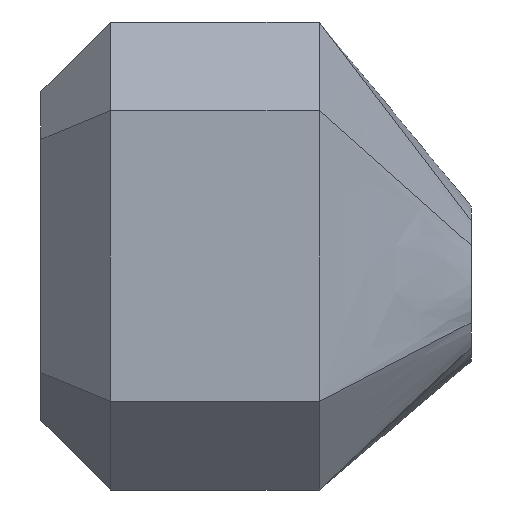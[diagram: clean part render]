
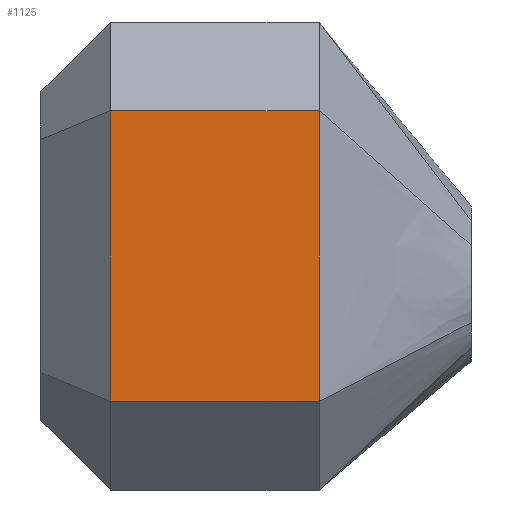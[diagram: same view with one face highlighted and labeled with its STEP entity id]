
A CAD part, front view. The second image highlights one B-rep face of the part: STEP entity #1125.
In plain terms, the highlighted planar face has unit normal (0, -1, 0).
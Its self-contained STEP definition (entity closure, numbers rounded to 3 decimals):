
#54=PLANE('',#1205);
#117=FACE_OUTER_BOUND('',#183,.T.);
#183=EDGE_LOOP('',(#1012,#1013,#1014,#1015));
#294=LINE('',#1892,#388);
#333=LINE('',#2951,#427);
#349=LINE('',#3065,#443);
#351=LINE('',#3068,#445);
#388=VECTOR('',#1290,10.);
#427=VECTOR('',#1387,10.);
#443=VECTOR('',#1417,10.);
#445=VECTOR('',#1421,10.);
#495=VERTEX_POINT('',#1885);
#497=VERTEX_POINT('',#1891);
#550=VERTEX_POINT('',#2927);
#551=VERTEX_POINT('',#2950);
#614=EDGE_CURVE('',#497,#495,#294,.T.);
#696=EDGE_CURVE('',#550,#551,#333,.T.);
#712=EDGE_CURVE('',#550,#495,#349,.T.);
#714=EDGE_CURVE('',#551,#497,#351,.T.);
#1012=ORIENTED_EDGE('',*,*,#614,.F.);
#1013=ORIENTED_EDGE('',*,*,#714,.F.);
#1014=ORIENTED_EDGE('',*,*,#696,.F.);
#1015=ORIENTED_EDGE('',*,*,#712,.T.);
#1125=ADVANCED_FACE('',(#117),#54,.T.);
#1205=AXIS2_PLACEMENT_3D('',#3067,#1419,#1420);
#1290=DIRECTION('',(0.,0.,1.));
#1387=DIRECTION('',(0.,0.,-1.));
#1417=DIRECTION('',(-1.,0.,0.));
#1419=DIRECTION('center_axis',(0.,-1.,0.));
#1420=DIRECTION('ref_axis',(0.,0.,1.));
#1421=DIRECTION('',(-1.,0.,0.));
#1885=CARTESIAN_POINT('',(-8.26,-10.,6.85));
#1891=CARTESIAN_POINT('',(-8.26,-10.,-4.65));
#1892=CARTESIAN_POINT('',(-8.26,-10.,-1.775));
#2927=CARTESIAN_POINT('',(0.,-10.,6.85));
#2950=CARTESIAN_POINT('',(0.,-10.,-4.65));
#2951=CARTESIAN_POINT('',(0.,-10.,6.85));
#3065=CARTESIAN_POINT('',(0.,-10.,6.85));
#3067=CARTESIAN_POINT('Origin',(0.,-10.,-4.65));
#3068=CARTESIAN_POINT('',(0.,-10.,-4.65));
